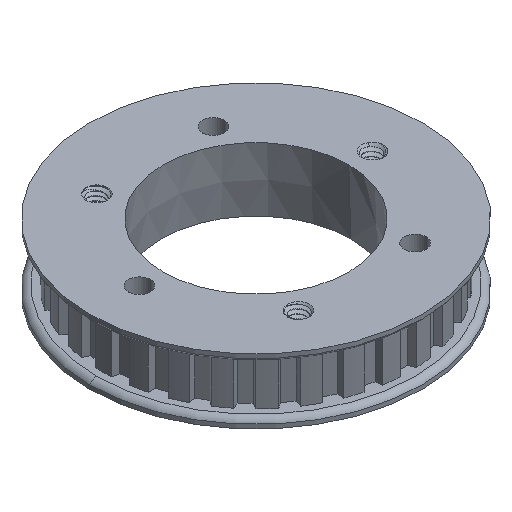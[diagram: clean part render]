
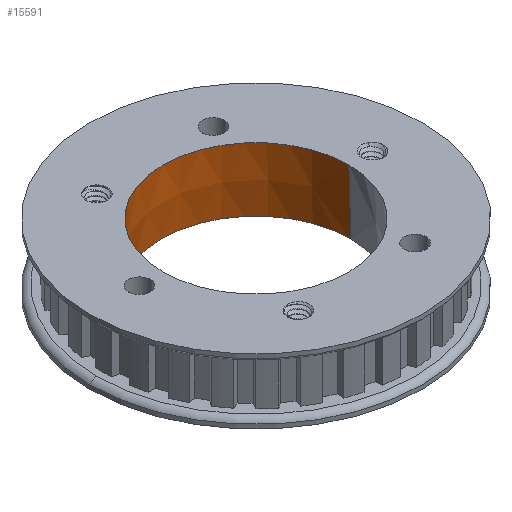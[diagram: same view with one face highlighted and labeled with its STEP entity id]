
A CAD part, isometric view. The second image highlights one B-rep face of the part: STEP entity #15591.
In plain terms, the highlighted conical face has half-angle 1.79 degrees and reference radius 27.18 mm.
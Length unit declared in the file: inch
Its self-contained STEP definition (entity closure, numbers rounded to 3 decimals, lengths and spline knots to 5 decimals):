
#2973 = EDGE_LOOP ( 'NONE', ( #7802, #7805, #7803, #7821 ) ) ;
#5956 = CARTESIAN_POINT ( 'NONE',  ( 0., 0., 0.375 ) ) ;
#5957 = DIRECTION ( 'NONE',  ( 0., 0., -1. ) ) ;
#5961 = DIRECTION ( 'NONE',  ( -1., 0., 0. ) ) ;
#7802 = ORIENTED_EDGE ( 'NONE', *, *, #13854, .F. ) ;
#7803 = ORIENTED_EDGE ( 'NONE', *, *, #13852, .T. ) ;
#7805 = ORIENTED_EDGE ( 'NONE', *, *, #13851, .T. ) ;
#7821 = ORIENTED_EDGE ( 'NONE', *, *, #13838, .F. ) ;
#10585 = VERTEX_POINT ( 'NONE', #15853 ) ;
#10589 = VERTEX_POINT ( 'NONE', #15850 ) ;
#10592 = VERTEX_POINT ( 'NONE', #15847 ) ;
#10666 = VERTEX_POINT ( 'NONE', #15746 ) ;
#11982 = VECTOR ( 'NONE', #12863, 39.37008 ) ;
#11990 = CIRCLE ( 'NONE', #14186, 1.0935 ) ;
#12004 = VECTOR ( 'NONE', #12926, 39.37008 ) ;
#12005 = LINE ( 'NONE', #13032, #11982 ) ;
#12006 = CIRCLE ( 'NONE', #14199, 1.07006 ) ;
#12008 = LINE ( 'NONE', #12839, #12004 ) ;
#12567 = FACE_OUTER_BOUND ( 'NONE', #2973, .T. ) ;
#12576 = CONICAL_SURFACE ( 'NONE', #16040, 1.07006, 0.031 ) ;
#12821 = DIRECTION ( 'NONE',  ( 0., 0., 1. ) ) ;
#12839 = CARTESIAN_POINT ( 'NONE',  ( 1.07006, 0., 0.375 ) ) ;
#12840 = CARTESIAN_POINT ( 'NONE',  ( 0., 0., 0.375 ) ) ;
#12841 = DIRECTION ( 'NONE',  ( 1., 0., 0. ) ) ;
#12863 = DIRECTION ( 'NONE',  ( -0.031, 0., -1. ) ) ;
#12926 = DIRECTION ( 'NONE',  ( 0.031, 0., -1. ) ) ;
#13005 = DIRECTION ( 'NONE',  ( 1., 0., 0. ) ) ;
#13007 = CARTESIAN_POINT ( 'NONE',  ( 0., 0., -0.375 ) ) ;
#13008 = DIRECTION ( 'NONE',  ( 0., 0., 1. ) ) ;
#13032 = CARTESIAN_POINT ( 'NONE',  ( -1.07006, 0., 0.375 ) ) ;
#13838 = EDGE_CURVE ( 'NONE', #10585, #10589, #11990, .T. ) ;
#13851 = EDGE_CURVE ( 'NONE', #10666, #10592, #12006, .T. ) ;
#13852 = EDGE_CURVE ( 'NONE', #10592, #10589, #12005, .T. ) ;
#13854 = EDGE_CURVE ( 'NONE', #10666, #10585, #12008, .T. ) ;
#14186 = AXIS2_PLACEMENT_3D ( 'NONE', #13007, #13008, #13005 ) ;
#14199 = AXIS2_PLACEMENT_3D ( 'NONE', #12840, #12821, #12841 ) ;
#15591 = ADVANCED_FACE ( 'NONE', ( #12567 ), #12576, .F. ) ;
#15746 = CARTESIAN_POINT ( 'NONE',  ( 1.07006, 0., 0.375 ) ) ;
#15847 = CARTESIAN_POINT ( 'NONE',  ( -1.07006, 0., 0.375 ) ) ;
#15850 = CARTESIAN_POINT ( 'NONE',  ( -1.0935, 0., -0.375 ) ) ;
#15853 = CARTESIAN_POINT ( 'NONE',  ( 1.0935, 0., -0.375 ) ) ;
#16040 = AXIS2_PLACEMENT_3D ( 'NONE', #5956, #5957, #5961 ) ;
